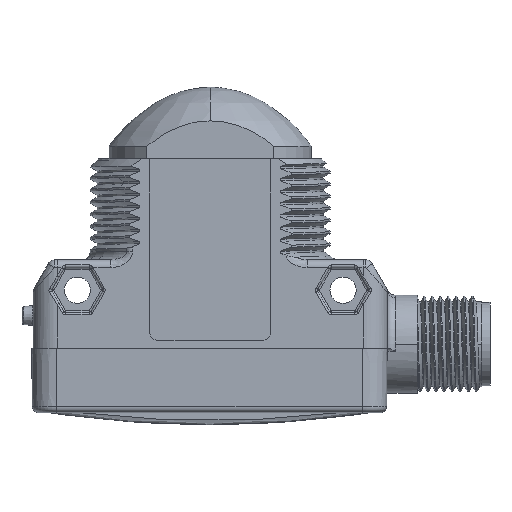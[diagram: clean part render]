
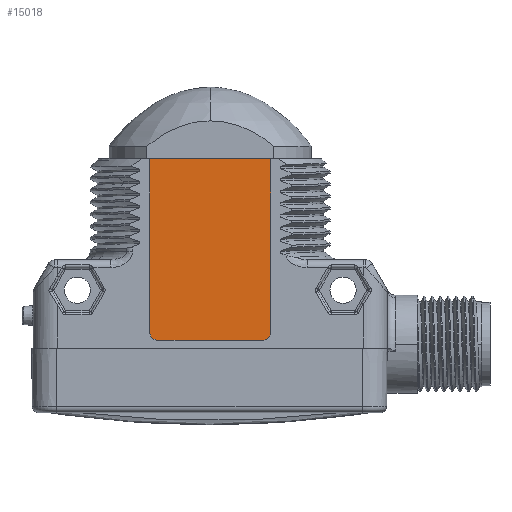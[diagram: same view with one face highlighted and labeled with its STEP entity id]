
A CAD part, left-side view. The second image highlights one B-rep face of the part: STEP entity #15018.
In plain terms, the highlighted planar face has unit normal (-1, 0, 0).
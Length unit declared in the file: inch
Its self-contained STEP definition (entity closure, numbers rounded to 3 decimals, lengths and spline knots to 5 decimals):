
#3073=DIRECTION('',(0.,1.,0.));
#3074=VECTOR('',#3073,0.59055);
#3075=CARTESIAN_POINT('',(0.00787,0.57087,
0.49213));
#3076=LINE('',#3075,#3074);
#3170=DIRECTION('',(0.,0.,1.));
#3171=VECTOR('',#3170,0.84646);
#3172=CARTESIAN_POINT('',(0.00787,0.57087,
-0.35433));
#3173=LINE('',#3172,#3171);
#3174=CARTESIAN_POINT('',(0.00787,0.61024,
-0.35433));
#3175=DIRECTION('',(-1.,0.,0.));
#3176=DIRECTION('',(0.,0.,-1.));
#3177=AXIS2_PLACEMENT_3D('',#3174,#3175,#3176);
#3179=DIRECTION('',(0.,-1.,0.));
#3180=VECTOR('',#3179,0.51181);
#3181=CARTESIAN_POINT('',(0.00787,1.12205,
-0.3937));
#3182=LINE('',#3181,#3180);
#3183=CARTESIAN_POINT('',(0.00787,1.12205,
-0.35433));
#3184=DIRECTION('',(-1.,0.,0.));
#3185=DIRECTION('',(0.,1.,0.));
#3186=AXIS2_PLACEMENT_3D('',#3183,#3184,#3185);
#3188=DIRECTION('',(0.,0.,-1.));
#3189=VECTOR('',#3188,0.84646);
#3190=CARTESIAN_POINT('',(0.00787,1.16142,
0.49213));
#3191=LINE('',#3190,#3189);
#10960=CARTESIAN_POINT('',(0.00787,1.16142,
-0.35433));
#10961=CARTESIAN_POINT('',(0.00787,1.12205,
-0.3937));
#10962=VERTEX_POINT('',#10960);
#10963=VERTEX_POINT('',#10961);
#10964=CARTESIAN_POINT('',(0.00787,0.61024,
-0.3937));
#10965=VERTEX_POINT('',#10964);
#10966=CARTESIAN_POINT('',(0.00787,0.57087,
-0.35433));
#10967=VERTEX_POINT('',#10966);
#10980=CARTESIAN_POINT('',(0.00787,0.57087,
0.49213));
#10981=CARTESIAN_POINT('',(0.00787,1.16142,
0.49213));
#10982=VERTEX_POINT('',#10980);
#10983=VERTEX_POINT('',#10981);
#15005=CARTESIAN_POINT('',(0.00787,0.,0.));
#15006=DIRECTION('',(-1.,0.,0.));
#15007=DIRECTION('',(0.,0.,1.));
#15008=AXIS2_PLACEMENT_3D('',#15005,#15006,#15007);
#15009=PLANE('',#15008);
#15010=ORIENTED_EDGE('',*,*,#14830,.F.);
#15011=ORIENTED_EDGE('',*,*,#14944,.F.);
#15012=ORIENTED_EDGE('',*,*,#14958,.F.);
#15013=ORIENTED_EDGE('',*,*,#14972,.F.);
#15014=ORIENTED_EDGE('',*,*,#14986,.F.);
#15015=ORIENTED_EDGE('',*,*,#14999,.F.);
#15016=EDGE_LOOP('',(#15010,#15011,#15012,#15013,#15014,#15015));
#15017=FACE_OUTER_BOUND('',#15016,.F.);
#15018=ADVANCED_FACE('',(#15017),#15009,.T.);
#3178=CIRCLE('',#3177,0.03937);
#3187=CIRCLE('',#3186,0.03937);
#14830=EDGE_CURVE('',#10982,#10983,#3076,.T.);
#14944=EDGE_CURVE('',#10967,#10982,#3173,.T.);
#14958=EDGE_CURVE('',#10965,#10967,#3178,.T.);
#14972=EDGE_CURVE('',#10963,#10965,#3182,.T.);
#14986=EDGE_CURVE('',#10962,#10963,#3187,.T.);
#14999=EDGE_CURVE('',#10983,#10962,#3191,.T.);
